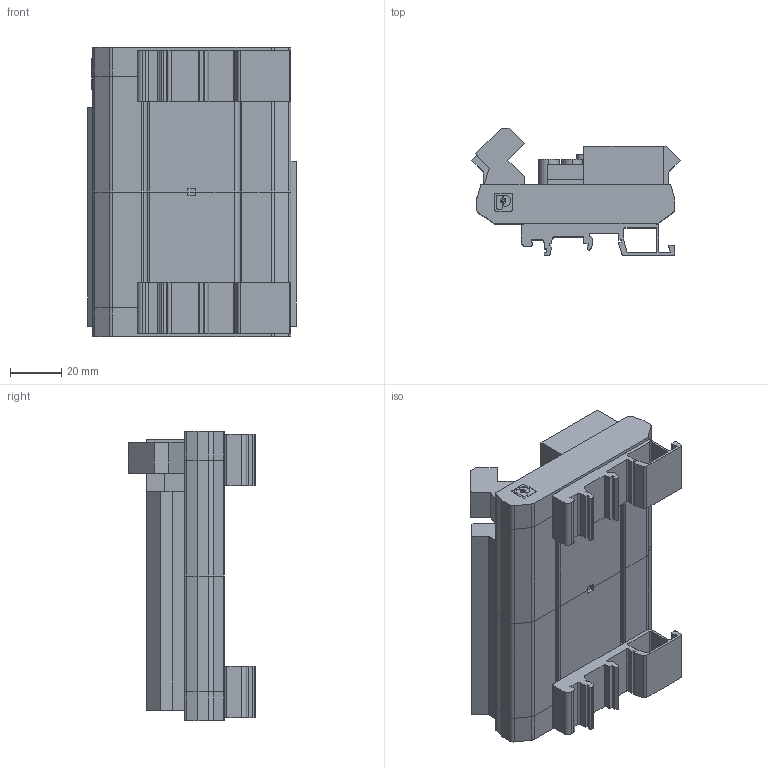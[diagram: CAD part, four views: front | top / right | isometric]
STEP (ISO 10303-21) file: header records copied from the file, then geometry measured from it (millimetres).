
FILE_DESCRIPTION (( 'STEP AP203' ), '1' );
FILE_NAME ('AB32.STEP', '2019-04-18T09:57:20', ( '' ), ( '' ), 'SwSTEP 2.0', 'SolidWorks 2013', '' );
FILE_SCHEMA (( 'CONFIG_CONTROL_DESIGN' ));
Length unit declared in the file: millimetre
Products named in the file (5): Platine AB32; 2970031; 2970442; AB32; 2970015
Assembly tree (7 placements, depth 2):
  AB32
    2970015  x2
    2970031  x2
    2970442  x2
    Platine AB32
Bounding box: 81 x 49.46 x 112.4 mm (x, y, z)
Volume: 150479 mm3; surface area: 74215.6 mm2
Topology: 7 solids, 7 shells, 904 faces, 2400 edges, 1584 vertices
Faces by surface type: plane 506, cylinder 334, cone 64
Entity records: 15815 total; most frequent: DIRECTION 2688, CARTESIAN_POINT 2651, ORIENTED_EDGE 2592, EDGE_CURVE 1296, VECTOR 902, LINE 902, AXIS2_PLACEMENT_3D 893, VERTEX_POINT 856
